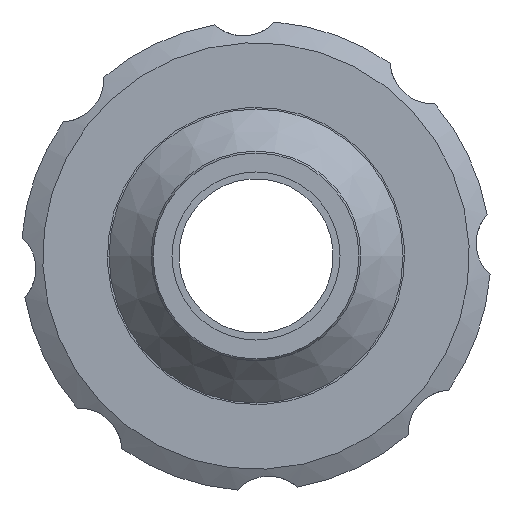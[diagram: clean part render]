
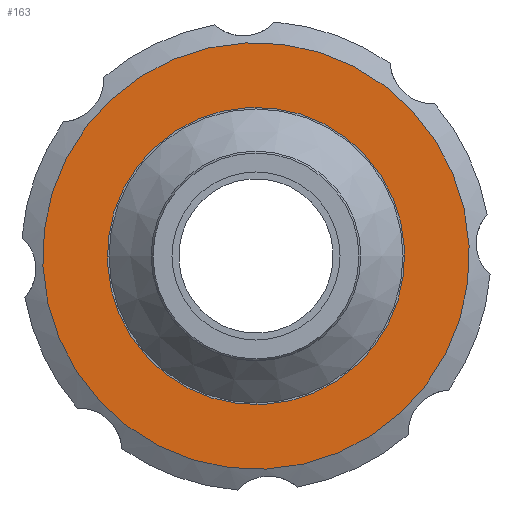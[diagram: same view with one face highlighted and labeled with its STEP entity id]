
A CAD part, left-side view. The second image highlights one B-rep face of the part: STEP entity #163.
In plain terms, the highlighted planar face has unit normal (-1, 0, 0).
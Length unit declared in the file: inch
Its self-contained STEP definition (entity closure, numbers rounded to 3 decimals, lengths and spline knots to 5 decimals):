
#24 = CARTESIAN_POINT ( 'NONE',  ( 1.75197, -0.03437, -0.7098 ) ) ;
#163 = ADVANCED_FACE ( 'NONE', ( #892, #271 ), #232, .T. ) ;
#182 = CARTESIAN_POINT ( 'NONE',  ( 1.75197, 0.86414, -0.04184 ) ) ;
#232 = PLANE ( 'NONE',  #1098 ) ;
#238 = DIRECTION ( 'NONE',  ( 0., 0.048, 0.999 ) ) ;
#271 = FACE_BOUND ( 'NONE', #287, .T. ) ;
#287 = EDGE_LOOP ( 'NONE', ( #1168 ) ) ;
#367 = CARTESIAN_POINT ( 'NONE',  ( 1.75197, -0.04932, -1.01849 ) ) ;
#376 = DIRECTION ( 'NONE',  ( 0., -0.048, -0.999 ) ) ;
#404 = CARTESIAN_POINT ( 'NONE',  ( 1.75197, 0., 0. ) ) ;
#421 = DIRECTION ( 'NONE',  ( 1., 0., 0. ) ) ;
#485 = ORIENTED_EDGE ( 'NONE', *, *, #671, .T. ) ;
#534 = VERTEX_POINT ( 'NONE', #367 ) ;
#579 = CIRCLE ( 'NONE', #1320, 1.01969 ) ;
#671 = EDGE_CURVE ( 'NONE', #534, #534, #579, .T. ) ;
#673 = VERTEX_POINT ( 'NONE', #24 ) ;
#842 = AXIS2_PLACEMENT_3D ( 'NONE', #404, #421, #376 ) ;
#892 = FACE_OUTER_BOUND ( 'NONE', #1314, .T. ) ;
#948 = CIRCLE ( 'NONE', #842, 0.71063 ) ;
#1098 = AXIS2_PLACEMENT_3D ( 'NONE', #182, #1578, #238 ) ;
#1168 = ORIENTED_EDGE ( 'NONE', *, *, #1377, .T. ) ;
#1169 = CARTESIAN_POINT ( 'NONE',  ( 1.75197, 0., 0. ) ) ;
#1179 = DIRECTION ( 'NONE',  ( -1., 0., 0. ) ) ;
#1241 = DIRECTION ( 'NONE',  ( 0., -0.048, -0.999 ) ) ;
#1314 = EDGE_LOOP ( 'NONE', ( #485 ) ) ;
#1320 = AXIS2_PLACEMENT_3D ( 'NONE', #1169, #1179, #1241 ) ;
#1377 = EDGE_CURVE ( 'NONE', #673, #673, #948, .T. ) ;
#1578 = DIRECTION ( 'NONE',  ( -1., 0., 0. ) ) ;
